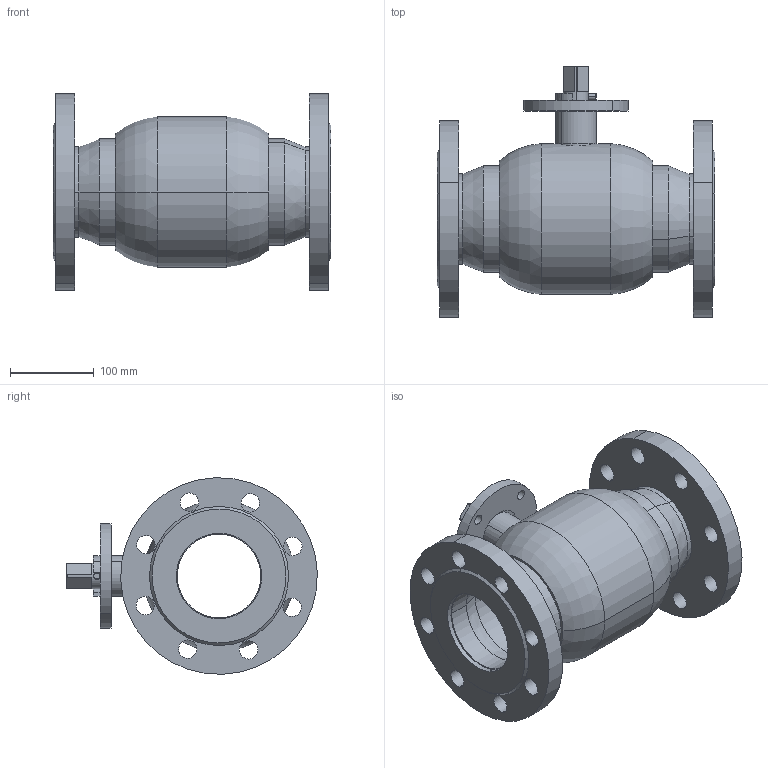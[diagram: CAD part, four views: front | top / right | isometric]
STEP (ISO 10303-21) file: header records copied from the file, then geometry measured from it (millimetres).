
FILE_DESCRIPTION (( 'STEP AP214' ), '1' );
FILE_NAME ('通径DN100法兰球阀-蜗轮盘PN25.STEP', '2026-01-28T08:02:04', ( '' ), ( '' ), 'SwSTEP 2.0', 'SolidWorks 2022', '' );
FILE_SCHEMA (( 'AUTOMOTIVE_DESIGN' ));
Length unit declared in the file: millimetre
Products named in the file (8): 通径DN100法兰球阀-蜗轮盘PN25; Q61F-125-5粣杶; Q61F-125-16詩种; Q61F-125-1概极樓馱; 125-150攫 - 萵掛; 100楊擘2.5; Q61F-125-3概裝; 100籵噤諉
Assembly tree (9 placements, depth 2):
  通径DN100法兰球阀-蜗轮盘PN25
    Q61F-125-1概极樓馱
    Q61F-125-5粣杶
    125-150攫 - 萵掛
    100籵噤諉  x2
    100楊擘2.5  x2
    Q61F-125-3概裝
    Q61F-125-16詩种
Bounding box: 332 x 299.44 x 234.88 mm (x, y, z)
Volume: 2768532.3 mm3; surface area: 636132.3 mm2
Topology: 9 solids, 9 shells, 219 faces, 511 edges, 326 vertices
Faces by surface type: cylinder 123, plane 60, cone 22, torus 14
Entity records: 5930 total; most frequent: CARTESIAN_POINT 1269, DIRECTION 963, ORIENTED_EDGE 794, AXIS2_PLACEMENT_3D 402, EDGE_CURVE 397, VERTEX_POINT 254, EDGE_LOOP 221, CIRCLE 220
